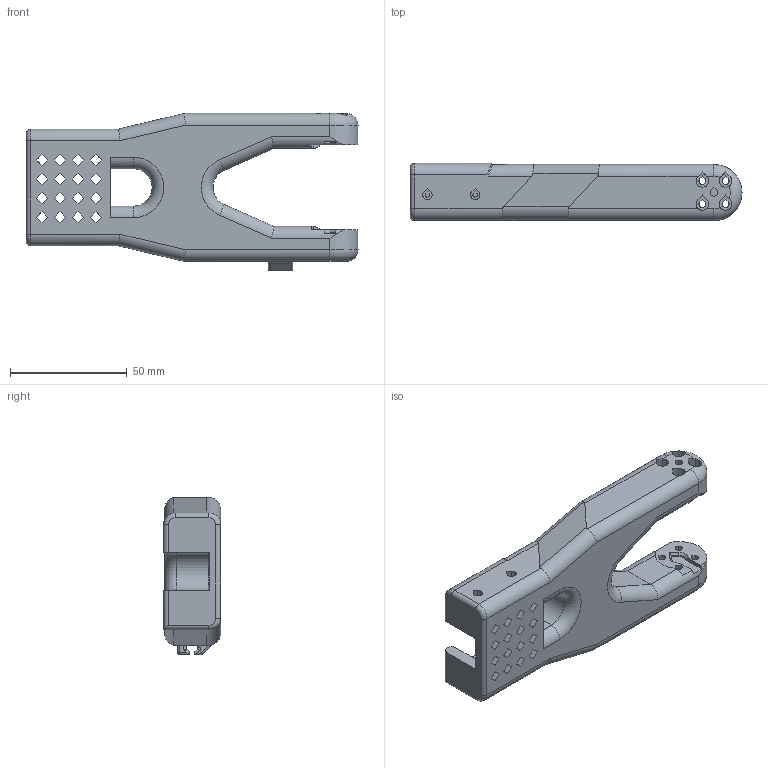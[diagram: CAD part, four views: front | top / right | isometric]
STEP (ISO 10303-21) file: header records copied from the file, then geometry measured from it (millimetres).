
FILE_DESCRIPTION(/* description */ (''),/* implementation_level */ '2;1');
FILE_NAME(/* name */ 'Upper_arm_SO101.step',/* time_stamp */ '2025-04-14T17:48:48+02:00',/* author */ (''),/* organization */ (''),/* preprocessor_version */ 'ST-DEVELOPER v20.1',/* originating_system */ 'Autodesk Translation Framework v14.4.0.0',/* authorisation */ '');
FILE_SCHEMA (('AUTOMOTIVE_DESIGN { 1 0 10303 214 3 1 1 }'));
Length unit declared in the file: millimetre
Products named in the file (3): Upper_arm_SO101; Wiring_holder v1; Wiring_holder v1 (1)
Assembly tree (2 placements, depth 2):
  Upper_arm_SO101
    Wiring_holder v1
    Wiring_holder v1 (1)
Bounding box: 142.17 x 24.5 x 67.3 mm (x, y, z)
Volume: 117417.1 mm3; surface area: 27920.8 mm2
Topology: 1 solids, 1 shells, 326 faces, 916 edges, 592 vertices
Faces by surface type: plane 218, cylinder 86, torus 13, cone 4, bspline 3, sphere 2
Entity records: 10916 total; most frequent: CARTESIAN_POINT 2240, ORIENTED_EDGE 1832, DIRECTION 1730, EDGE_CURVE 916, LINE 670, VECTOR 670, VERTEX_POINT 592, AXIS2_PLACEMENT_3D 530
